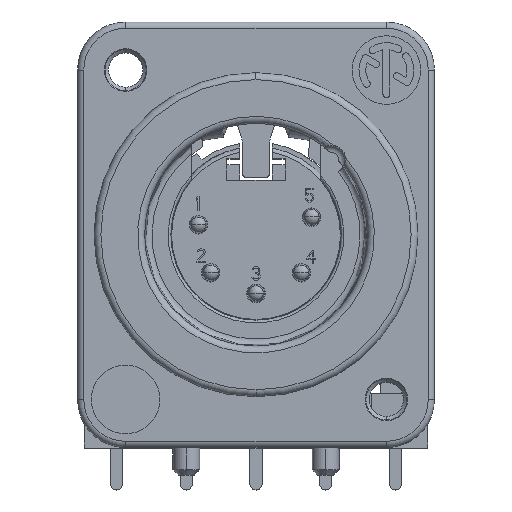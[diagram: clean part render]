
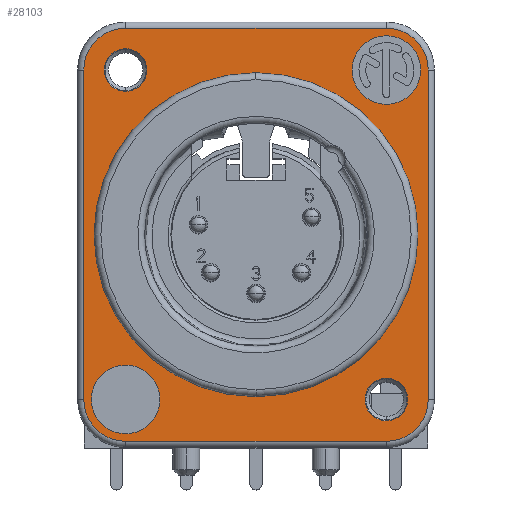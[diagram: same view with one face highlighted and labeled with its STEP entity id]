
A CAD part, top view. The second image highlights one B-rep face of the part: STEP entity #28103.
In plain terms, the highlighted planar face has unit normal (0, 0, 1).
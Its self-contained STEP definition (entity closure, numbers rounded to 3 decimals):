
#6888=CARTESIAN_POINT('',(0.,0.,2.));
#6889=DIRECTION('',(0.,0.,-1.));
#6890=DIRECTION('',(0.,-1.,0.));
#6891=AXIS2_PLACEMENT_3D('',#6888,#6889,#6890);
#6893=CARTESIAN_POINT('',(0.,0.,2.));
#6894=DIRECTION('',(0.,0.,1.));
#6895=DIRECTION('',(0.,-1.,0.));
#6896=AXIS2_PLACEMENT_3D('',#6893,#6894,#6895);
#6898=CARTESIAN_POINT('',(-9.5,-12.,2.));
#6899=DIRECTION('',(0.,0.,1.));
#6900=DIRECTION('',(1.,0.,0.));
#6901=AXIS2_PLACEMENT_3D('',#6898,#6899,#6900);
#6903=CARTESIAN_POINT('',(-9.5,-12.,2.));
#6904=DIRECTION('',(0.,0.,1.));
#6905=DIRECTION('',(-1.,0.,0.));
#6906=AXIS2_PLACEMENT_3D('',#6903,#6904,#6905);
#6908=CARTESIAN_POINT('',(9.5,12.,2.));
#6909=DIRECTION('',(0.,0.,1.));
#6910=DIRECTION('',(1.,0.,0.));
#6911=AXIS2_PLACEMENT_3D('',#6908,#6909,#6910);
#6913=CARTESIAN_POINT('',(9.5,12.,2.));
#6914=DIRECTION('',(0.,0.,1.));
#6915=DIRECTION('',(-1.,0.,0.));
#6916=AXIS2_PLACEMENT_3D('',#6913,#6914,#6915);
#6918=CARTESIAN_POINT('',(-9.5,12.,2.));
#6919=DIRECTION('',(0.,0.,-1.));
#6920=DIRECTION('',(0.,1.,0.));
#6921=AXIS2_PLACEMENT_3D('',#6918,#6919,#6920);
#6923=CARTESIAN_POINT('',(-9.5,12.,2.));
#6924=DIRECTION('',(0.,0.,-1.));
#6925=DIRECTION('',(0.,-1.,0.));
#6926=AXIS2_PLACEMENT_3D('',#6923,#6924,#6925);
#6928=CARTESIAN_POINT('',(9.5,-12.,2.));
#6929=DIRECTION('',(0.,0.,-1.));
#6930=DIRECTION('',(0.,-1.,0.));
#6931=AXIS2_PLACEMENT_3D('',#6928,#6929,#6930);
#6933=CARTESIAN_POINT('',(9.5,-12.,2.));
#6934=DIRECTION('',(0.,0.,-1.));
#6935=DIRECTION('',(0.,1.,0.));
#6936=AXIS2_PLACEMENT_3D('',#6933,#6934,#6935);
#6938=CARTESIAN_POINT('',(9.5,12.,2.));
#6939=DIRECTION('',(0.,0.,1.));
#6940=DIRECTION('',(1.,0.,0.));
#6941=AXIS2_PLACEMENT_3D('',#6938,#6939,#6940);
#6943=DIRECTION('',(0.,1.,0.));
#6944=VECTOR('',#6943,24.);
#6945=CARTESIAN_POINT('',(12.55,-12.,2.));
#6946=LINE('',#6945,#6944);
#6947=CARTESIAN_POINT('',(9.5,-12.,2.));
#6948=DIRECTION('',(0.,0.,1.));
#6949=DIRECTION('',(0.,-1.,0.));
#6950=AXIS2_PLACEMENT_3D('',#6947,#6948,#6949);
#6952=DIRECTION('',(1.,0.,0.));
#6953=VECTOR('',#6952,19.);
#6954=CARTESIAN_POINT('',(-9.5,-15.05,2.));
#6955=LINE('',#6954,#6953);
#6956=CARTESIAN_POINT('',(-9.5,-12.,2.));
#6957=DIRECTION('',(0.,0.,1.));
#6958=DIRECTION('',(-1.,0.,0.));
#6959=AXIS2_PLACEMENT_3D('',#6956,#6957,#6958);
#6961=DIRECTION('',(0.,-1.,0.));
#6962=VECTOR('',#6961,24.);
#6963=CARTESIAN_POINT('',(-12.55,12.,2.));
#6964=LINE('',#6963,#6962);
#6965=CARTESIAN_POINT('',(-9.5,12.,2.));
#6966=DIRECTION('',(0.,0.,1.));
#6967=DIRECTION('',(0.,1.,0.));
#6968=AXIS2_PLACEMENT_3D('',#6965,#6966,#6967);
#6970=DIRECTION('',(-1.,0.,0.));
#6971=VECTOR('',#6970,19.);
#6972=CARTESIAN_POINT('',(9.5,15.05,2.));
#6973=LINE('',#6972,#6971);
#16458=CARTESIAN_POINT('',(0.,-11.8,2.));
#16459=CARTESIAN_POINT('',(0.,11.8,2.));
#16460=VERTEX_POINT('',#16458);
#16461=VERTEX_POINT('',#16459);
#16494=CARTESIAN_POINT('',(-7.,-12.,2.));
#16495=CARTESIAN_POINT('',(-12.,-12.,2.));
#16496=VERTEX_POINT('',#16494);
#16497=VERTEX_POINT('',#16495);
#16498=CARTESIAN_POINT('',(12.,12.,2.));
#16499=CARTESIAN_POINT('',(7.,12.,2.));
#16500=VERTEX_POINT('',#16498);
#16501=VERTEX_POINT('',#16499);
#17095=CARTESIAN_POINT('',(-9.5,13.55,2.));
#17096=CARTESIAN_POINT('',(-9.5,10.45,2.));
#17097=VERTEX_POINT('',#17095);
#17098=VERTEX_POINT('',#17096);
#17103=CARTESIAN_POINT('',(9.5,-13.55,2.));
#17104=CARTESIAN_POINT('',(9.5,-10.45,2.));
#17105=VERTEX_POINT('',#17103);
#17106=VERTEX_POINT('',#17104);
#17120=CARTESIAN_POINT('',(12.55,12.,2.));
#17121=CARTESIAN_POINT('',(9.5,15.05,2.));
#17122=VERTEX_POINT('',#17120);
#17123=VERTEX_POINT('',#17121);
#17128=CARTESIAN_POINT('',(-9.5,15.05,2.));
#17129=VERTEX_POINT('',#17128);
#17132=CARTESIAN_POINT('',(-12.55,12.,2.));
#17133=VERTEX_POINT('',#17132);
#17136=CARTESIAN_POINT('',(-12.55,-12.,2.));
#17137=VERTEX_POINT('',#17136);
#17140=CARTESIAN_POINT('',(-9.5,-15.05,2.));
#17141=VERTEX_POINT('',#17140);
#17144=CARTESIAN_POINT('',(9.5,-15.05,2.));
#17145=VERTEX_POINT('',#17144);
#17148=CARTESIAN_POINT('',(12.55,-12.,2.));
#17149=VERTEX_POINT('',#17148);
#28051=CARTESIAN_POINT('',(0.,0.,2.));
#28052=DIRECTION('',(0.,0.,1.));
#28053=DIRECTION('',(0.,1.,0.));
#28054=AXIS2_PLACEMENT_3D('',#28051,#28052,#28053);
#28055=PLANE('',#28054);
#28057=ORIENTED_EDGE('',*,*,#28056,.F.);
#28059=ORIENTED_EDGE('',*,*,#28058,.F.);
#28061=ORIENTED_EDGE('',*,*,#28060,.F.);
#28063=ORIENTED_EDGE('',*,*,#28062,.F.);
#28065=ORIENTED_EDGE('',*,*,#28064,.F.);
#28067=ORIENTED_EDGE('',*,*,#28066,.F.);
#28069=ORIENTED_EDGE('',*,*,#28068,.F.);
#28071=ORIENTED_EDGE('',*,*,#28070,.F.);
#28072=EDGE_LOOP('',(#28057,#28059,#28061,#28063,#28065,#28067,#28069,#28071));
#28073=FACE_OUTER_BOUND('',#28072,.F.);
#28075=ORIENTED_EDGE('',*,*,#28074,.T.);
#28077=ORIENTED_EDGE('',*,*,#28076,.T.);
#28078=EDGE_LOOP('',(#28075,#28077));
#28079=FACE_BOUND('',#28078,.F.);
#28081=ORIENTED_EDGE('',*,*,#28080,.T.);
#28083=ORIENTED_EDGE('',*,*,#28082,.T.);
#28084=EDGE_LOOP('',(#28081,#28083));
#28085=FACE_BOUND('',#28084,.F.);
#28086=ORIENTED_EDGE('',*,*,#28041,.F.);
#28088=ORIENTED_EDGE('',*,*,#28087,.F.);
#28089=EDGE_LOOP('',(#28086,#28088));
#28090=FACE_BOUND('',#28089,.F.);
#28092=ORIENTED_EDGE('',*,*,#28091,.F.);
#28094=ORIENTED_EDGE('',*,*,#28093,.F.);
#28095=EDGE_LOOP('',(#28092,#28094));
#28096=FACE_BOUND('',#28095,.F.);
#28098=ORIENTED_EDGE('',*,*,#28097,.F.);
#28100=ORIENTED_EDGE('',*,*,#28099,.T.);
#28101=EDGE_LOOP('',(#28098,#28100));
#28102=FACE_BOUND('',#28101,.F.);
#28103=ADVANCED_FACE('',(#28073,#28079,#28085,#28090,#28096,#28102),#28055,.T.);
#6892=CIRCLE('',#6891,11.8);
#6897=CIRCLE('',#6896,11.8);
#6902=CIRCLE('',#6901,2.5);
#6907=CIRCLE('',#6906,2.5);
#6912=CIRCLE('',#6911,2.5);
#6917=CIRCLE('',#6916,2.5);
#6922=CIRCLE('',#6921,1.55);
#6927=CIRCLE('',#6926,1.55);
#6932=CIRCLE('',#6931,1.55);
#6937=CIRCLE('',#6936,1.55);
#6942=CIRCLE('',#6941,3.05);
#6951=CIRCLE('',#6950,3.05);
#6960=CIRCLE('',#6959,3.05);
#6969=CIRCLE('',#6968,3.05);
#28041=EDGE_CURVE('',#17097,#17098,#6922,.T.);
#28056=EDGE_CURVE('',#17122,#17123,#6942,.T.);
#28058=EDGE_CURVE('',#17149,#17122,#6946,.T.);
#28060=EDGE_CURVE('',#17145,#17149,#6951,.T.);
#28062=EDGE_CURVE('',#17141,#17145,#6955,.T.);
#28064=EDGE_CURVE('',#17137,#17141,#6960,.T.);
#28066=EDGE_CURVE('',#17133,#17137,#6964,.T.);
#28068=EDGE_CURVE('',#17129,#17133,#6969,.T.);
#28070=EDGE_CURVE('',#17123,#17129,#6973,.T.);
#28074=EDGE_CURVE('',#16496,#16497,#6902,.T.);
#28076=EDGE_CURVE('',#16497,#16496,#6907,.T.);
#28080=EDGE_CURVE('',#16500,#16501,#6912,.T.);
#28082=EDGE_CURVE('',#16501,#16500,#6917,.T.);
#28087=EDGE_CURVE('',#17098,#17097,#6927,.T.);
#28091=EDGE_CURVE('',#17105,#17106,#6932,.T.);
#28093=EDGE_CURVE('',#17106,#17105,#6937,.T.);
#28097=EDGE_CURVE('',#16460,#16461,#6892,.T.);
#28099=EDGE_CURVE('',#16460,#16461,#6897,.T.);
